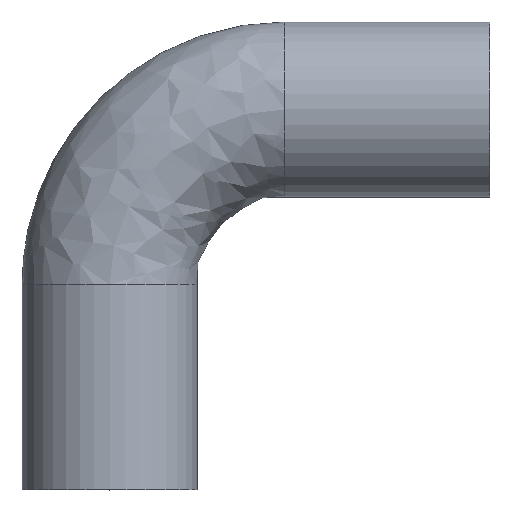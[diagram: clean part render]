
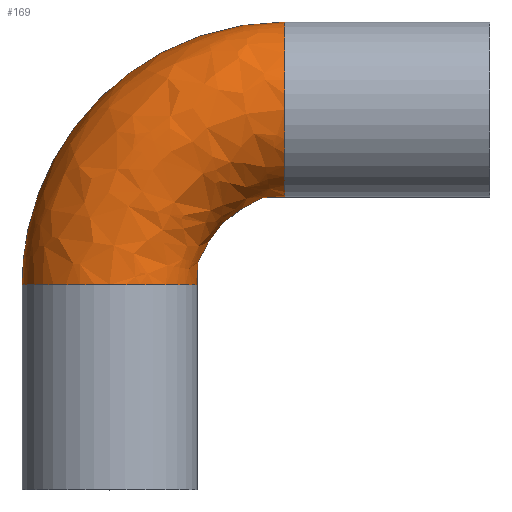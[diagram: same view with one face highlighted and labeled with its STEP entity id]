
A CAD part, top view. The second image highlights one B-rep face of the part: STEP entity #169.
In plain terms, the highlighted free-form (B-spline) face has degree [3, 3] with [7, 4] control points.
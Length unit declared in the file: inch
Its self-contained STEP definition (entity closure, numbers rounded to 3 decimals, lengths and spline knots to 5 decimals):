
#1 = CARTESIAN_POINT ( 'NONE',  ( 0.23882, 5.25591, 1.9685 ) ) ;
#7 = EDGE_LOOP ( 'NONE', ( #291 ) ) ;
#12 = EDGE_LOOP ( 'NONE', ( #162 ) ) ;
#13 = VERTEX_POINT ( 'NONE', #227 ) ;
#18 = DIRECTION ( 'NONE',  ( -1., 0., 0. ) ) ;
#20 = CARTESIAN_POINT ( 'NONE',  ( 0.98425, 2.87971, 1.9685 ) ) ;
#22 = CARTESIAN_POINT ( 'NONE',  ( -0.98425, 4.03283, 1.9685 ) ) ;
#24 =( BOUNDED_SURFACE ( )  B_SPLINE_SURFACE ( 3, 3, ( 
 ( #35, #105, #57, #269 ),
 ( #245, #298, #45, #271 ),
 ( #276, #90, #79, #234 ),
 ( #103, #183, #56, #50 ),
 ( #137, #225, #20, #209 ),
 ( #201, #1, #22, #94 ),
 ( #161, #155, #27, #131 ) ),
 .UNSPECIFIED., .T., .F., .T. ) 
 B_SPLINE_SURFACE_WITH_KNOTS ( ( 4, 3, 4 ),
 ( 4, 4 ),
 ( 0., 0.5, 1. ),
 ( 0., 1. ),
 .UNSPECIFIED. ) 
 GEOMETRIC_REPRESENTATION_ITEM ( )  RATIONAL_B_SPLINE_SURFACE ( (
 ( 1., 0.805, 0.805, 1.),
 ( 0.333, 0.268, 0.268, 0.333),
 ( 0.333, 0.268, 0.268, 0.333),
 ( 1., 0.805, 0.805, 1.),
 ( 0.333, 0.268, 0.268, 0.333),
 ( 0.333, 0.268, 0.268, 0.333),
 ( 1., 0.805, 0.805, 1.) ) ) 
 REPRESENTATION_ITEM ( '' )  SURFACE ( )  );
#26 = CARTESIAN_POINT ( 'NONE',  ( 1.9685, 5.25591, 0. ) ) ;
#27 = CARTESIAN_POINT ( 'NONE',  ( -0.98425, 4.03283, 0. ) ) ;
#33 = AXIS2_PLACEMENT_3D ( 'NONE', #122, #91, #174 ) ;
#35 = CARTESIAN_POINT ( 'NONE',  ( 1.9685, 5.25591, 0. ) ) ;
#37 = DIRECTION ( 'NONE',  ( 0., 1., 0. ) ) ;
#45 = CARTESIAN_POINT ( 'NONE',  ( -0.98425, 4.03283, -1.9685 ) ) ;
#50 = CARTESIAN_POINT ( 'NONE',  ( 0.98425, 2.30315, 0. ) ) ;
#56 = CARTESIAN_POINT ( 'NONE',  ( 0.98425, 2.87971, 0. ) ) ;
#57 = CARTESIAN_POINT ( 'NONE',  ( -0.98425, 4.03283, 0. ) ) ;
#73 = CIRCLE ( 'NONE', #33, 0.98425 ) ;
#79 = CARTESIAN_POINT ( 'NONE',  ( 0.98425, 2.87971, -1.9685 ) ) ;
#90 = CARTESIAN_POINT ( 'NONE',  ( 1.39194, 3.2874, -1.9685 ) ) ;
#91 = DIRECTION ( 'NONE',  ( 0., 1., 0. ) ) ;
#94 = CARTESIAN_POINT ( 'NONE',  ( -0.98425, 2.30315, 1.9685 ) ) ;
#103 = CARTESIAN_POINT ( 'NONE',  ( 1.9685, 3.2874, 0. ) ) ;
#105 = CARTESIAN_POINT ( 'NONE',  ( 0.23882, 5.25591, 0. ) ) ;
#110 = VERTEX_POINT ( 'NONE', #26 ) ;
#113 = FACE_OUTER_BOUND ( 'NONE', #12, .T. ) ;
#115 = EDGE_CURVE ( 'NONE', #110, #110, #230, .T. ) ;
#122 = CARTESIAN_POINT ( 'NONE',  ( 0., 2.30315, 0. ) ) ;
#131 = CARTESIAN_POINT ( 'NONE',  ( -0.98425, 2.30315, 0. ) ) ;
#137 = CARTESIAN_POINT ( 'NONE',  ( 1.9685, 3.2874, 1.9685 ) ) ;
#155 = CARTESIAN_POINT ( 'NONE',  ( 0.23882, 5.25591, 0. ) ) ;
#161 = CARTESIAN_POINT ( 'NONE',  ( 1.9685, 5.25591, 0. ) ) ;
#162 = ORIENTED_EDGE ( 'NONE', *, *, #115, .T. ) ;
#169 = ADVANCED_FACE ( 'NONE', ( #113, #281 ), #24, .T. ) ;
#174 = DIRECTION ( 'NONE',  ( -1., 0., 0. ) ) ;
#183 = CARTESIAN_POINT ( 'NONE',  ( 1.39194, 3.2874, 0. ) ) ;
#185 = EDGE_CURVE ( 'NONE', #13, #13, #73, .T. ) ;
#201 = CARTESIAN_POINT ( 'NONE',  ( 1.9685, 5.25591, 1.9685 ) ) ;
#209 = CARTESIAN_POINT ( 'NONE',  ( 0.98425, 2.30315, 1.9685 ) ) ;
#225 = CARTESIAN_POINT ( 'NONE',  ( 1.39194, 3.2874, 1.9685 ) ) ;
#227 = CARTESIAN_POINT ( 'NONE',  ( -0.98425, 2.30315, 0. ) ) ;
#230 = CIRCLE ( 'NONE', #292, 0.98425 ) ;
#234 = CARTESIAN_POINT ( 'NONE',  ( 0.98425, 2.30315, -1.9685 ) ) ;
#239 = CARTESIAN_POINT ( 'NONE',  ( 1.9685, 4.27165, 0. ) ) ;
#245 = CARTESIAN_POINT ( 'NONE',  ( 1.9685, 5.25591, -1.9685 ) ) ;
#269 = CARTESIAN_POINT ( 'NONE',  ( -0.98425, 2.30315, 0. ) ) ;
#271 = CARTESIAN_POINT ( 'NONE',  ( -0.98425, 2.30315, -1.9685 ) ) ;
#276 = CARTESIAN_POINT ( 'NONE',  ( 1.9685, 3.2874, -1.9685 ) ) ;
#281 = FACE_OUTER_BOUND ( 'NONE', #7, .T. ) ;
#291 = ORIENTED_EDGE ( 'NONE', *, *, #185, .T. ) ;
#292 = AXIS2_PLACEMENT_3D ( 'NONE', #239, #18, #37 ) ;
#298 = CARTESIAN_POINT ( 'NONE',  ( 0.23882, 5.25591, -1.9685 ) ) ;
